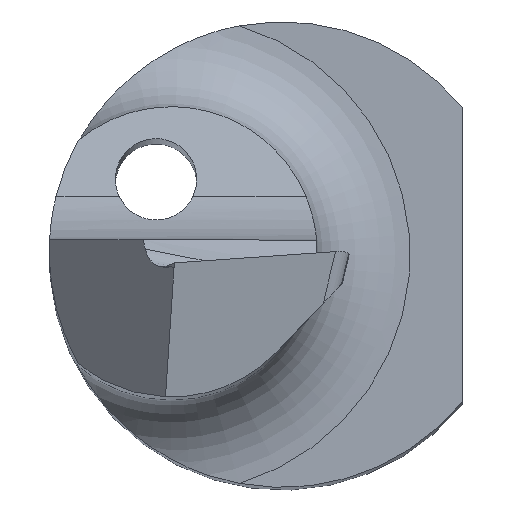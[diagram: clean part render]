
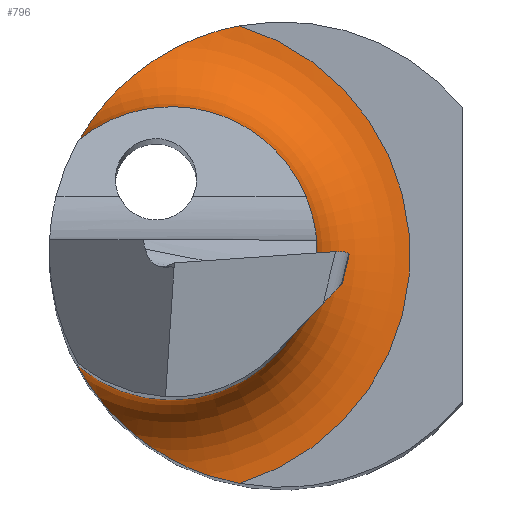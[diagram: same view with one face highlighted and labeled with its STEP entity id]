
A CAD part, top view. The second image highlights one B-rep face of the part: STEP entity #796.
In plain terms, the highlighted toroidal (fillet/blend) face has major radius 2.05 mm and minor radius 0.8 mm.
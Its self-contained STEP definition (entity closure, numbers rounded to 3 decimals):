
#13 = CARTESIAN_POINT ( 'NONE',  ( -1.758, 0.954, 14.8 ) ) ;
#14 = CARTESIAN_POINT ( 'NONE',  ( -0.368, -1.966, 14. ) ) ;
#29 = CARTESIAN_POINT ( 'NONE',  ( -1.681, -1.085, 14.495 ) ) ;
#41 = DIRECTION ( 'NONE',  ( 1., 0., 0. ) ) ;
#58 = CARTESIAN_POINT ( 'NONE',  ( -1.758, -0.954, 14.8 ) ) ;
#96 = CARTESIAN_POINT ( 'NONE',  ( -0.54, -1.934, 14. ) ) ;
#97 = VERTEX_POINT ( 'NONE', #14 ) ;
#124 = EDGE_CURVE ( 'NONE', #823, #640, #633, .T. ) ;
#159 = CARTESIAN_POINT ( 'NONE',  ( -0.95, 0., 14. ) ) ;
#167 = EDGE_CURVE ( 'NONE', #255, #97, #480, .T. ) ;
#192 = CARTESIAN_POINT ( 'NONE',  ( -1.644, 1.141, 14.438 ) ) ;
#197 = EDGE_CURVE ( 'NONE', #97, #823, #279, .T. ) ;
#202 = ORIENTED_EDGE ( 'NONE', *, *, #124, .F. ) ;
#219 = CARTESIAN_POINT ( 'NONE',  ( -1.758, 0.954, 14.8 ) ) ;
#225 = CARTESIAN_POINT ( 'NONE',  ( -0.95, 0., 14.8 ) ) ;
#255 = VERTEX_POINT ( 'NONE', #619 ) ;
#265 = CARTESIAN_POINT ( 'NONE',  ( -1.738, 0.991, 14.63 ) ) ;
#270 = DIRECTION ( 'NONE',  ( 0., 0., -1. ) ) ;
#279 = B_SPLINE_CURVE_WITH_KNOTS ( 'NONE', 3,
 ( #670, #96, #608, #662, #655, #597, #399, #346, #29, #336, #799, #797 ),
 .UNSPECIFIED., .F., .F.,
 ( 4, 2, 2, 2, 2, 4 ),
 ( 0., 0.001, 0.001, 0.002, 0.002, 0.002 ),
 .UNSPECIFIED. ) ;
#336 = CARTESIAN_POINT ( 'NONE',  ( -1.738, -0.991, 14.63 ) ) ;
#346 = CARTESIAN_POINT ( 'NONE',  ( -1.644, -1.142, 14.438 ) ) ;
#393 = CARTESIAN_POINT ( 'NONE',  ( -0.703, 1.88, 14.011 ) ) ;
#399 = CARTESIAN_POINT ( 'NONE',  ( -1.515, -1.313, 14.289 ) ) ;
#430 = EDGE_LOOP ( 'NONE', ( #565, #785, #783, #202 ) ) ;
#431 = EDGE_CURVE ( 'NONE', #640, #255, #534, .T. ) ;
#442 = AXIS2_PLACEMENT_3D ( 'NONE', #225, #618, #41 ) ;
#460 = CARTESIAN_POINT ( 'NONE',  ( -1.408, 1.43, 14.217 ) ) ;
#471 = DIRECTION ( 'NONE',  ( 1., 0., 0. ) ) ;
#480 = CIRCLE ( 'NONE', #836, 2.05 ) ;
#507 = CARTESIAN_POINT ( 'NONE',  ( -0.54, 1.934, 14. ) ) ;
#523 = CARTESIAN_POINT ( 'NONE',  ( -0.368, 1.966, 14. ) ) ;
#525 = TOROIDAL_SURFACE ( 'NONE', #442, 2.05, 0.8 ) ;
#534 = B_SPLINE_CURVE_WITH_KNOTS ( 'NONE', 3,
 ( #13, #648, #265, #570, #192, #844, #460, #839, #710, #393, #507, #523 ),
 .UNSPECIFIED., .F., .F.,
 ( 4, 2, 2, 2, 2, 4 ),
 ( 0., 0., 0.001, 0.001, 0.002, 0.002 ),
 .UNSPECIFIED. ) ;
#565 = ORIENTED_EDGE ( 'NONE', *, *, #197, .F. ) ;
#570 = CARTESIAN_POINT ( 'NONE',  ( -1.681, 1.085, 14.494 ) ) ;
#596 = AXIS2_PLACEMENT_3D ( 'NONE', #600, #665, #604 ) ;
#597 = CARTESIAN_POINT ( 'NONE',  ( -1.406, -1.431, 14.216 ) ) ;
#600 = CARTESIAN_POINT ( 'NONE',  ( -0.95, 0., 14.8 ) ) ;
#604 = DIRECTION ( 'NONE',  ( 1., 0., 0. ) ) ;
#608 = CARTESIAN_POINT ( 'NONE',  ( -0.703, -1.88, 14.011 ) ) ;
#618 = DIRECTION ( 'NONE',  ( 0., 0., 1. ) ) ;
#619 = CARTESIAN_POINT ( 'NONE',  ( -0.368, 1.966, 14. ) ) ;
#633 = CIRCLE ( 'NONE', #596, 1.25 ) ;
#640 = VERTEX_POINT ( 'NONE', #219 ) ;
#648 = CARTESIAN_POINT ( 'NONE',  ( -1.758, 0.954, 14.711 ) ) ;
#655 = CARTESIAN_POINT ( 'NONE',  ( -1.156, -1.64, 14.103 ) ) ;
#662 = CARTESIAN_POINT ( 'NONE',  ( -1.013, -1.733, 14.063 ) ) ;
#665 = DIRECTION ( 'NONE',  ( 0., 0., 1. ) ) ;
#670 = CARTESIAN_POINT ( 'NONE',  ( -0.368, -1.966, 14. ) ) ;
#710 = CARTESIAN_POINT ( 'NONE',  ( -1.013, 1.733, 14.063 ) ) ;
#783 = ORIENTED_EDGE ( 'NONE', *, *, #431, .F. ) ;
#785 = ORIENTED_EDGE ( 'NONE', *, *, #167, .F. ) ;
#796 = ADVANCED_FACE ( 'NONE', ( #828 ), #525, .F. ) ;
#797 = CARTESIAN_POINT ( 'NONE',  ( -1.758, -0.954, 14.8 ) ) ;
#799 = CARTESIAN_POINT ( 'NONE',  ( -1.758, -0.954, 14.711 ) ) ;
#823 = VERTEX_POINT ( 'NONE', #58 ) ;
#828 = FACE_OUTER_BOUND ( 'NONE', #430, .T. ) ;
#836 = AXIS2_PLACEMENT_3D ( 'NONE', #159, #270, #471 ) ;
#839 = CARTESIAN_POINT ( 'NONE',  ( -1.156, 1.641, 14.102 ) ) ;
#844 = CARTESIAN_POINT ( 'NONE',  ( -1.515, 1.314, 14.289 ) ) ;
